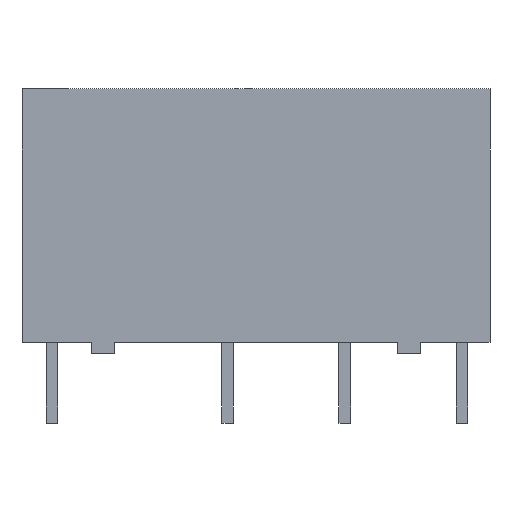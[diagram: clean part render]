
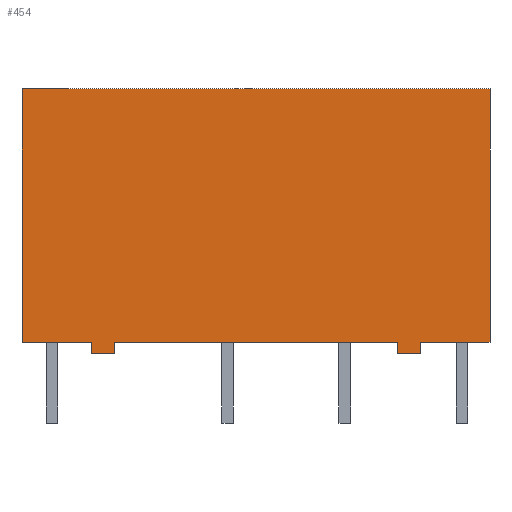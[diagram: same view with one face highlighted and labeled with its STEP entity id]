
A CAD part, left-side view. The second image highlights one B-rep face of the part: STEP entity #454.
In plain terms, the highlighted planar face has unit normal (-1, 0, 0).
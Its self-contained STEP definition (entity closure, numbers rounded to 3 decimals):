
#13=DIRECTION('',(0.,0.,1.));
#22=VERTEX_POINT('',#23);
#23=CARTESIAN_POINT('',(-1.2,1.3,0.5));
#28=DIRECTION('',(1.,0.,0.));
#30=EDGE_CURVE('',#22,#31,#33,.T.);
#31=VERTEX_POINT('',#32);
#32=CARTESIAN_POINT('',(-1.2,1.3,11.5));
#33=LINE('',#23,#34);
#34=VECTOR('',#13,1.);
#66=DIRECTION('',(0.,1.,0.));
#70=ORIENTED_EDGE('',*,*,#71,.F.);
#71=EDGE_CURVE('',#72,#22,#74,.T.);
#72=VERTEX_POINT('',#73);
#73=CARTESIAN_POINT('',(-1.2,-1.7,0.5));
#74=LINE('',#75,#76);
#75=CARTESIAN_POINT('',(-1.2,-19.,0.5));
#76=VECTOR('',#66,1.);
#91=VERTEX_POINT('',#92);
#92=CARTESIAN_POINT('',(-1.2,-2.7,0.5));
#94=ORIENTED_EDGE('',*,*,#95,.F.);
#95=EDGE_CURVE('',#96,#91,#74,.T.);
#96=VERTEX_POINT('',#97);
#97=CARTESIAN_POINT('',(-1.2,-15.,0.5));
#110=VERTEX_POINT('',#111);
#111=CARTESIAN_POINT('',(-1.2,-16.,0.5));
#113=ORIENTED_EDGE('',*,*,#114,.F.);
#114=EDGE_CURVE('',#115,#110,#74,.T.);
#115=VERTEX_POINT('',#75);
#126=VECTOR('',#127,1.);
#127=DIRECTION('',(0.,-1.,0.));
#359=VECTOR('',#360,1.);
#360=DIRECTION('',(0.,0.,-1.));
#389=EDGE_CURVE('',#390,#31,#392,.T.);
#390=VERTEX_POINT('',#391);
#391=CARTESIAN_POINT('',(-1.2,-19.,11.5));
#392=LINE('',#391,#76);
#454=ADVANCED_FACE('',(#455),#488,.F.);
#455=FACE_BOUND('',#456,.T.);
#456=EDGE_LOOP('',(#457,#460,#461,#70,#462,#467,#472,#94,#475,#480,    #485,#113));
#457=ORIENTED_EDGE('',*,*,#458,.T.);
#458=EDGE_CURVE('',#115,#390,#459,.T.);
#459=LINE('',#75,#34);
#460=ORIENTED_EDGE('',*,*,#389,.T.);
#461=ORIENTED_EDGE('',*,*,#30,.F.);
#462=ORIENTED_EDGE('',*,*,#463,.T.);
#463=EDGE_CURVE('',#72,#464,#466,.T.);
#464=VERTEX_POINT('',#465);
#465=CARTESIAN_POINT('',(-1.2,-1.7,0.));
#466=LINE('',#73,#359);
#467=ORIENTED_EDGE('',*,*,#468,.T.);
#468=EDGE_CURVE('',#464,#469,#471,.T.);
#469=VERTEX_POINT('',#470);
#470=CARTESIAN_POINT('',(-1.2,-2.7,0.));
#471=LINE('',#465,#126);
#472=ORIENTED_EDGE('',*,*,#473,.F.);
#473=EDGE_CURVE('',#91,#469,#474,.T.);
#474=LINE('',#92,#359);
#475=ORIENTED_EDGE('',*,*,#476,.T.);
#476=EDGE_CURVE('',#96,#477,#479,.T.);
#477=VERTEX_POINT('',#478);
#478=CARTESIAN_POINT('',(-1.2,-15.,0.));
#479=LINE('',#97,#359);
#480=ORIENTED_EDGE('',*,*,#481,.T.);
#481=EDGE_CURVE('',#477,#482,#484,.T.);
#482=VERTEX_POINT('',#483);
#483=CARTESIAN_POINT('',(-1.2,-16.,0.));
#484=LINE('',#478,#126);
#485=ORIENTED_EDGE('',*,*,#486,.F.);
#486=EDGE_CURVE('',#110,#482,#487,.T.);
#487=LINE('',#111,#359);
#488=PLANE('',#489);
#489=AXIS2_PLACEMENT_3D('',#75,#28,#13);
